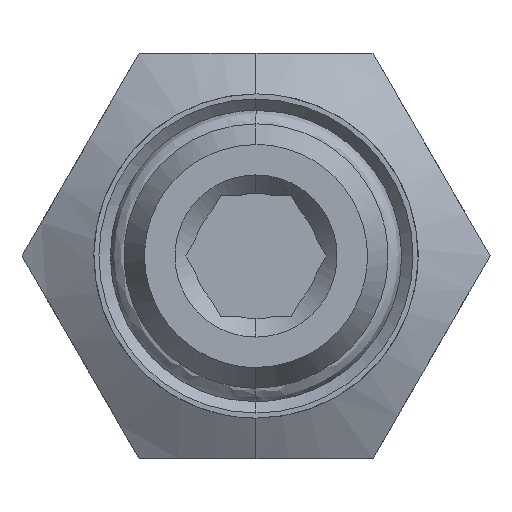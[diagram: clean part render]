
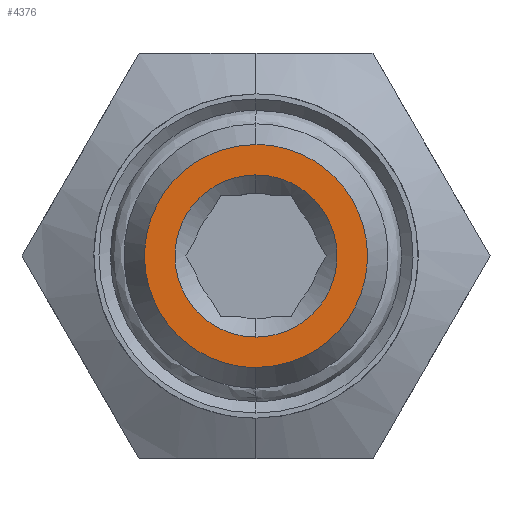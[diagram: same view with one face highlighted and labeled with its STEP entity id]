
A CAD part, front view. The second image highlights one B-rep face of the part: STEP entity #4376.
In plain terms, the highlighted free-form (B-spline) face has degree [1, 1] with [2, 2] control points.
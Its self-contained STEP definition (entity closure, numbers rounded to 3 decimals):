
#61 = CARTESIAN_POINT ( 'NONE',  ( -2.772, 0., -4.805 ) ) ;
#77 = ORIENTED_EDGE ( 'NONE', *, *, #1378, .T. ) ;
#92 = CARTESIAN_POINT ( 'NONE',  ( -3.378, 0., 4.4 ) ) ;
#99 = CARTESIAN_POINT ( 'NONE',  ( 0., 0., -5.5 ) ) ;
#131 = CARTESIAN_POINT ( 'NONE',  ( 1.437, 0., -5.358 ) ) ;
#178 = CARTESIAN_POINT ( 'NONE',  ( -2.457, 0., -3.2 ) ) ;
#193 = CARTESIAN_POINT ( 'NONE',  ( 0., 0., -4. ) ) ;
#194 = CARTESIAN_POINT ( 'NONE',  ( -3.897, 0., 1.045 ) ) ;
#237 = CARTESIAN_POINT ( 'NONE',  ( -1.045, 0., 3.897 ) ) ;
#307 = CARTESIAN_POINT ( 'NONE',  ( 4., 0., 0.525 ) ) ;
#474 = CARTESIAN_POINT ( 'NONE',  ( 1.437, 0., 5.358 ) ) ;
#557 = CARTESIAN_POINT ( 'NONE',  ( 3.897, 0., 1.045 ) ) ;
#742 = CARTESIAN_POINT ( 'NONE',  ( -2.772, 0., 4.805 ) ) ;
#761 = CARTESIAN_POINT ( 'NONE',  ( -4.4, 0., 3.378 ) ) ;
#777 = CARTESIAN_POINT ( 'NONE',  ( -4.805, 0., 2.772 ) ) ;
#794 = CARTESIAN_POINT ( 'NONE',  ( -5.358, 0., -1.437 ) ) ;
#883 = CARTESIAN_POINT ( 'NONE',  ( -3.2, 0., -2.457 ) ) ;
#895 = CARTESIAN_POINT ( 'NONE',  ( 3.897, 0., -1.045 ) ) ;
#909 = CARTESIAN_POINT ( 'NONE',  ( 3.2, 0., -2.457 ) ) ;
#911 = CARTESIAN_POINT ( 'NONE',  ( -0.525, 0., -4. ) ) ;
#945 = CARTESIAN_POINT ( 'NONE',  ( -0.525, 0., 4. ) ) ;
#955 = CARTESIAN_POINT ( 'NONE',  ( 0., 0., -5.5 ) ) ;
#959 = CARTESIAN_POINT ( 'NONE',  ( -2.457, 0., 3.2 ) ) ;
#1019 = CARTESIAN_POINT ( 'NONE',  ( 3.2, 0., 2.457 ) ) ;
#1093 = FACE_OUTER_BOUND ( 'NONE', #4492, .T. ) ;
#1106 = CARTESIAN_POINT ( 'NONE',  ( -4.4, 0., -3.378 ) ) ;
#1146 = CARTESIAN_POINT ( 'NONE',  ( -1.437, 0., 5.358 ) ) ;
#1151 = B_SPLINE_CURVE_WITH_KNOTS ( 'NONE', 3,
 ( #99, #4377, #131, #3337, #3710, #2916, #1188, #3229, #1168, #3978, #3597, #1612, #1533, #1862, #1511, #474, #2553, #4278 ),
 .UNSPECIFIED., .F., .F.,
 ( 4, 2, 2, 2, 2, 2, 2, 2, 4 ),
 ( 0., 0.393, 0.785, 1.178, 1.571, 1.963, 2.356, 2.749, 3.142 ),
 .UNSPECIFIED. ) ;
#1168 = CARTESIAN_POINT ( 'NONE',  ( 5.5, 0., -0.722 ) ) ;
#1188 = CARTESIAN_POINT ( 'NONE',  ( 4.805, 0., -2.772 ) ) ;
#1262 = CARTESIAN_POINT ( 'NONE',  ( -4., 0., -0.525 ) ) ;
#1288 = CARTESIAN_POINT ( 'NONE',  ( 2.457, 0., 3.2 ) ) ;
#1337 = CARTESIAN_POINT ( 'NONE',  ( -2.016, 0., 3.494 ) ) ;
#1375 = CARTESIAN_POINT ( 'NONE',  ( 0.525, 0., -4. ) ) ;
#1378 = EDGE_CURVE ( 'NONE', #3430, #2965, #3049, .T. ) ;
#1381 = ORIENTED_EDGE ( 'NONE', *, *, #3533, .T. ) ;
#1439 = ORIENTED_EDGE ( 'NONE', *, *, #3195, .T. ) ;
#1466 = CARTESIAN_POINT ( 'NONE',  ( -0.722, 0., -5.5 ) ) ;
#1511 = CARTESIAN_POINT ( 'NONE',  ( 2.772, 0., 4.805 ) ) ;
#1522 = B_SPLINE_CURVE_WITH_KNOTS ( 'NONE', 3,
 ( #2807, #3592, #1146, #742, #92, #761, #777, #3936, #3177, #2844, #794, #3162, #1106, #2129, #61, #2471, #1466, #2141 ),
 .UNSPECIFIED., .F., .F.,
 ( 4, 2, 2, 2, 2, 2, 2, 2, 4 ),
 ( 0., 0.393, 0.785, 1.178, 1.571, 1.963, 2.356, 2.749, 3.142 ),
 .UNSPECIFIED. ) ;
#1533 = CARTESIAN_POINT ( 'NONE',  ( 4.4, 0., 3.378 ) ) ;
#1612 = CARTESIAN_POINT ( 'NONE',  ( 4.805, 0., 2.772 ) ) ;
#1622 = CARTESIAN_POINT ( 'NONE',  ( 2.457, 0., -3.2 ) ) ;
#1652 = CARTESIAN_POINT ( 'NONE',  ( -3.2, 0., 2.457 ) ) ;
#1667 = CARTESIAN_POINT ( 'NONE',  ( -5.566, 0., -5.566 ) ) ;
#1684 = CARTESIAN_POINT ( 'NONE',  ( -5.566, 0., 5.566 ) ) ;
#1723 = VERTEX_POINT ( 'NONE', #955 ) ;
#1826 = B_SPLINE_CURVE_WITH_KNOTS ( 'NONE', 3,
 ( #4026, #911, #1949, #3288, #178, #883, #3667, #4013, #1262, #4349, #194, #3741, #1652, #959, #1337, #237, #945, #3066 ),
 .UNSPECIFIED., .F., .F.,
 ( 4, 2, 2, 2, 2, 2, 2, 2, 4 ),
 ( 0., 0.393, 0.785, 1.178, 1.571, 1.963, 2.356, 2.749, 3.142 ),
 .UNSPECIFIED. ) ;
#1862 = CARTESIAN_POINT ( 'NONE',  ( 3.378, 0., 4.4 ) ) ;
#1902 = CARTESIAN_POINT ( 'NONE',  ( 1.045, 0., -3.897 ) ) ;
#1949 = CARTESIAN_POINT ( 'NONE',  ( -1.045, 0., -3.897 ) ) ;
#1963 = CARTESIAN_POINT ( 'NONE',  ( 4., 0., -0.525 ) ) ;
#2024 = CARTESIAN_POINT ( 'NONE',  ( 5.566, 0., -5.566 ) ) ;
#2129 = CARTESIAN_POINT ( 'NONE',  ( -3.378, 0., -4.4 ) ) ;
#2141 = CARTESIAN_POINT ( 'NONE',  ( 0., 0., -5.5 ) ) ;
#2291 = CARTESIAN_POINT ( 'NONE',  ( 0.525, 0., 4. ) ) ;
#2354 = EDGE_CURVE ( 'NONE', #2965, #3430, #1826, .T. ) ;
#2385 = CARTESIAN_POINT ( 'NONE',  ( 5.566, 0., 5.566 ) ) ;
#2471 = CARTESIAN_POINT ( 'NONE',  ( -1.437, 0., -5.358 ) ) ;
#2553 = CARTESIAN_POINT ( 'NONE',  ( 0.722, 0., 5.5 ) ) ;
#2752 = ORIENTED_EDGE ( 'NONE', *, *, #2354, .T. ) ;
#2807 = CARTESIAN_POINT ( 'NONE',  ( 0., 0., 5.5 ) ) ;
#2824 = EDGE_LOOP ( 'NONE', ( #77, #2752 ) ) ;
#2844 = CARTESIAN_POINT ( 'NONE',  ( -5.5, 0., -0.722 ) ) ;
#2916 = CARTESIAN_POINT ( 'NONE',  ( 4.4, 0., -3.378 ) ) ;
#2965 = VERTEX_POINT ( 'NONE', #3931 ) ;
#2993 = CARTESIAN_POINT ( 'NONE',  ( 2.016, 0., 3.494 ) ) ;
#3049 = B_SPLINE_CURVE_WITH_KNOTS ( 'NONE', 3,
 ( #3087, #2291, #3682, #2993, #1288, #1019, #4012, #557, #307, #1963, #895, #3445, #909, #1622, #3723, #1902, #1375, #193 ),
 .UNSPECIFIED., .F., .F.,
 ( 4, 2, 2, 2, 2, 2, 2, 2, 4 ),
 ( 0., 0.393, 0.785, 1.178, 1.571, 1.963, 2.356, 2.749, 3.142 ),
 .UNSPECIFIED. ) ;
#3066 = CARTESIAN_POINT ( 'NONE',  ( 0., 0., 4. ) ) ;
#3087 = CARTESIAN_POINT ( 'NONE',  ( 0., 0., 4. ) ) ;
#3162 = CARTESIAN_POINT ( 'NONE',  ( -4.805, 0., -2.772 ) ) ;
#3177 = CARTESIAN_POINT ( 'NONE',  ( -5.5, 0., 0.722 ) ) ;
#3195 = EDGE_CURVE ( 'NONE', #1723, #3803, #1151, .T. ) ;
#3229 = CARTESIAN_POINT ( 'NONE',  ( 5.358, 0., -1.437 ) ) ;
#3288 = CARTESIAN_POINT ( 'NONE',  ( -2.016, 0., -3.494 ) ) ;
#3337 = CARTESIAN_POINT ( 'NONE',  ( 2.772, 0., -4.805 ) ) ;
#3409 = FACE_BOUND ( 'NONE', #2824, .T. ) ;
#3430 = VERTEX_POINT ( 'NONE', #3874 ) ;
#3445 = CARTESIAN_POINT ( 'NONE',  ( 3.494, 0., -2.016 ) ) ;
#3533 = EDGE_CURVE ( 'NONE', #3803, #1723, #1522, .T. ) ;
#3592 = CARTESIAN_POINT ( 'NONE',  ( -0.722, 0., 5.5 ) ) ;
#3597 = CARTESIAN_POINT ( 'NONE',  ( 5.358, 0., 1.437 ) ) ;
#3625 = B_SPLINE_SURFACE_WITH_KNOTS ( 'NONE', 1, 1, ( 
 ( #1684, #2385 ),
 ( #1667, #2024 ) ),
 .UNSPECIFIED., .F., .F., .F.,
 ( 2, 2 ),
 ( 2, 2 ),
 ( 0., 1. ),
 ( 0., 1. ),
 .UNSPECIFIED. ) ;
#3667 = CARTESIAN_POINT ( 'NONE',  ( -3.494, 0., -2.016 ) ) ;
#3682 = CARTESIAN_POINT ( 'NONE',  ( 1.045, 0., 3.897 ) ) ;
#3710 = CARTESIAN_POINT ( 'NONE',  ( 3.378, 0., -4.4 ) ) ;
#3723 = CARTESIAN_POINT ( 'NONE',  ( 2.016, 0., -3.494 ) ) ;
#3741 = CARTESIAN_POINT ( 'NONE',  ( -3.494, 0., 2.016 ) ) ;
#3803 = VERTEX_POINT ( 'NONE', #4420 ) ;
#3874 = CARTESIAN_POINT ( 'NONE',  ( 0., 0., 4. ) ) ;
#3931 = CARTESIAN_POINT ( 'NONE',  ( 0., 0., -4. ) ) ;
#3936 = CARTESIAN_POINT ( 'NONE',  ( -5.358, 0., 1.437 ) ) ;
#3978 = CARTESIAN_POINT ( 'NONE',  ( 5.5, 0., 0.722 ) ) ;
#4012 = CARTESIAN_POINT ( 'NONE',  ( 3.494, 0., 2.016 ) ) ;
#4013 = CARTESIAN_POINT ( 'NONE',  ( -3.897, 0., -1.045 ) ) ;
#4026 = CARTESIAN_POINT ( 'NONE',  ( 0., 0., -4. ) ) ;
#4278 = CARTESIAN_POINT ( 'NONE',  ( 0., 0., 5.5 ) ) ;
#4349 = CARTESIAN_POINT ( 'NONE',  ( -4., 0., 0.525 ) ) ;
#4376 = ADVANCED_FACE ( 'NONE', ( #3409, #1093 ), #3625, .T. ) ;
#4377 = CARTESIAN_POINT ( 'NONE',  ( 0.722, 0., -5.5 ) ) ;
#4420 = CARTESIAN_POINT ( 'NONE',  ( 0., 0., 5.5 ) ) ;
#4492 = EDGE_LOOP ( 'NONE', ( #1381, #1439 ) ) ;
